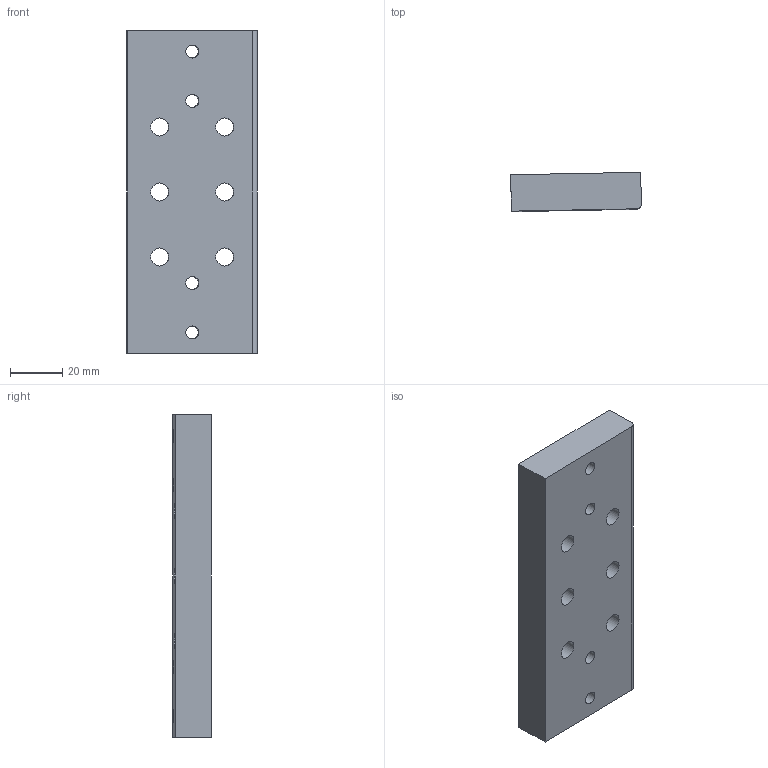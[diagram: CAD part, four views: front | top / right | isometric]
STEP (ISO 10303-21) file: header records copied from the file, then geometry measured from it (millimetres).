
FILE_DESCRIPTION(/* description */ (''),/* implementation_level */ '2;1');
FILE_NAME(/* name */ '2_blade_rev_A.stp',/* time_stamp */ '2021-03-12T10:19:25+01:00',/* author */ (''),/* organization */ (''),/* preprocessor_version */ 'ST-DEVELOPER v16',/* originating_system */ 'SIEMENS PLM Software NX 11.0',/* authorisation */ '');
FILE_SCHEMA (('AP203_CONFIGURATION_CONTROLLED_3D_DESIGN_OF_MECHANICAL_PARTS_AND_ASSEMBLIES_MIM_LF { 1 0 10303 403 2 1 2}'));
Length unit declared in the file: millimetre
Products named in the file (1): Max1ADCC4A3umq0
Bounding box: 50.22 x 14.94 x 124 mm (x, y, z)
Volume: 82361.3 mm3; surface area: 19271.8 mm2
Topology: 1 solids, 1 shells, 17 faces, 47 edges, 32 vertices
Faces by surface type: cylinder 11, plane 6
Full cylindrical faces by diameter (mm): 5 x4, 7 x6
Entity records: 633 total; most frequent: DIRECTION 93, CARTESIAN_POINT 83, ORIENTED_EDGE 70, EDGE_LOOP 47, FACE_BOUND 42, AXIS2_PLACEMENT_3D 40, EDGE_CURVE 35, VERTEX_POINT 30
